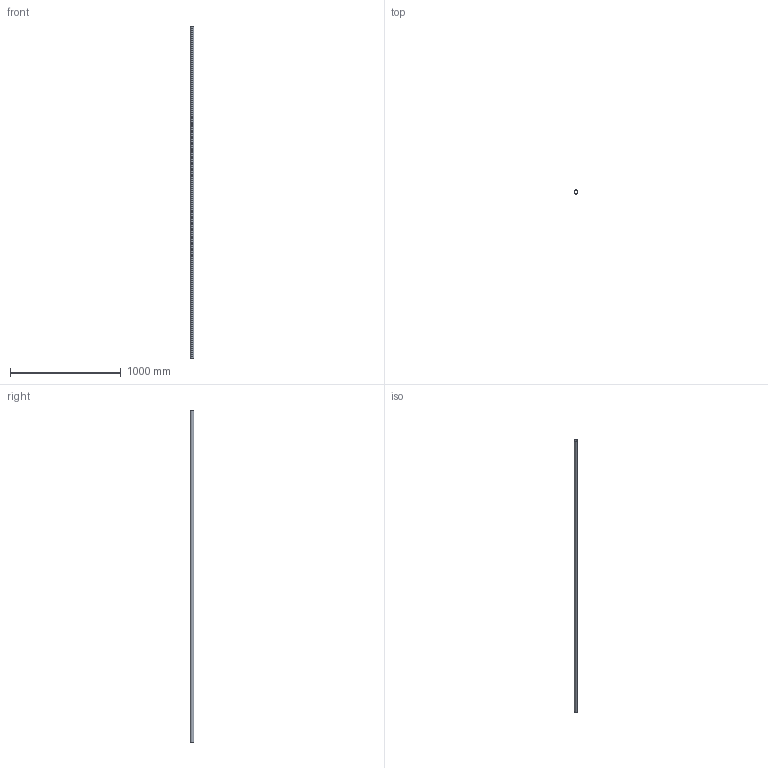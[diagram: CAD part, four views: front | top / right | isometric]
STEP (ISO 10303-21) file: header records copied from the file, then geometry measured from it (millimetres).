
FILE_DESCRIPTION(/* description */ ('Трубы стальные оцинкованные электросварные прямошовные типа Т'),/* implementation_level */ '2;1');
FILE_NAME(/* name */ '',/* time_stamp */ '2025-06-26T10:21:45+07:00',/* author */ ('zeta-72'),/* organization */ ('АО "ЗЭТА"'),/* preprocessor_version */ 'ST-DEVELOPER v19.2',/* originating_system */ 'Autodesk Inventor 2024',/* authorisation */ 'Сорокин И.Н.');
FILE_SCHEMA (('AUTOMOTIVE_DESIGN { 1 0 10303 214 3 1 1 }'));
Length unit declared in the file: millimetre
Products named in the file (1): ЗЭТА.045.950.028-03
Bounding box: 32 x 32 x 3000 mm (x, y, z)
Volume: 349851.6 mm3; surface area: 590816.3 mm2
Topology: 2 solids, 2 shells, 10 faces, 18 edges, 12 vertices
Faces by surface type: plane 6, cylinder 4
Full cylindrical faces by diameter (mm): 29.6 x1, 32 x1
Entity records: 314 total; most frequent: DIRECTION 48, CARTESIAN_POINT 41, ORIENTED_EDGE 36, AXIS2_PLACEMENT_3D 19, EDGE_CURVE 18, EDGE_LOOP 12, VERTEX_POINT 12, STYLED_ITEM 11
